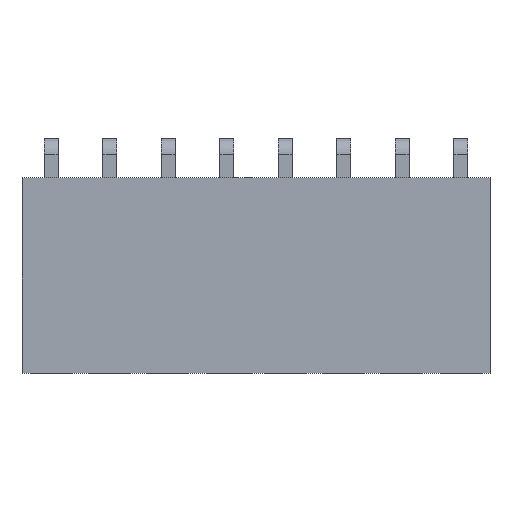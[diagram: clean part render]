
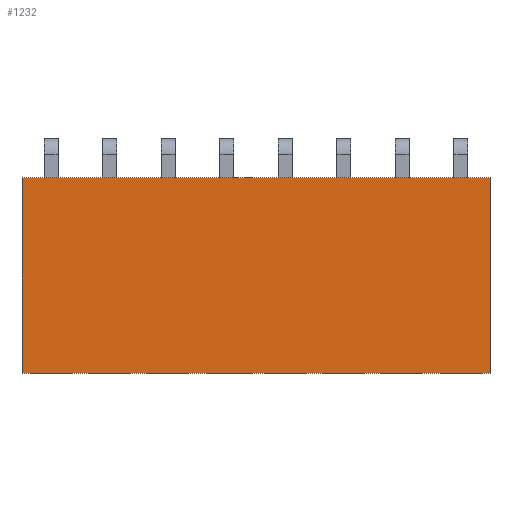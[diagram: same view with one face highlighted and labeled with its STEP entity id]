
A CAD part, top view. The second image highlights one B-rep face of the part: STEP entity #1232.
In plain terms, the highlighted planar face has unit normal (0, 0, 1).
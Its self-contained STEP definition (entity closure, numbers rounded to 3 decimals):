
#1232=ADVANCED_FACE('',(#5268),#5270,.T.);
#5268=FACE_BOUND('',#5269,.T.);
#5269=EDGE_LOOP('',(#8505,#8506,#8507,#8508));
#5270=PLANE('',#5271);
#5271=AXIS2_PLACEMENT_3D('',#5272,#5273,#5274);
#5272=CARTESIAN_POINT('',(1.27,-1.5,2.54));
#5273=DIRECTION('',(0.,0.,1.));
#5274=DIRECTION('',(-1.,0.,0.));
#8505=ORIENTED_EDGE('',*,*,#10657,.T.);
#8506=ORIENTED_EDGE('',*,*,#10779,.F.);
#8507=ORIENTED_EDGE('',*,*,#10664,.F.);
#8508=ORIENTED_EDGE('',*,*,#10812,.T.);
#10657=EDGE_CURVE('',#12229,#12227,#12230,.T.);
#10664=EDGE_CURVE('',#12239,#12241,#12242,.T.);
#10779=EDGE_CURVE('',#12241,#12227,#12435,.T.);
#10812=EDGE_CURVE('',#12239,#12229,#12500,.T.);
#12227=VERTEX_POINT('',#15161);
#12229=VERTEX_POINT('',#15165);
#12230=LINE('',#15166,#15167);
#12239=VERTEX_POINT('',#15187);
#12241=VERTEX_POINT('',#15191);
#12242=LINE('',#15192,#15193);
#12435=LINE('',#15619,#15620);
#12500=LINE('',#15750,#15751);
#15161=CARTESIAN_POINT('',(-1.27,-10.,2.54));
#15165=CARTESIAN_POINT('',(-1.27,-1.5,2.54));
#15166=CARTESIAN_POINT('',(-1.27,-1.5,2.54));
#15167=VECTOR('',#15168,1.);
#15168=DIRECTION('',(0.,-1.,0.));
#15187=CARTESIAN_POINT('',(19.05,-1.5,2.54));
#15191=CARTESIAN_POINT('',(19.05,-10.,2.54));
#15192=CARTESIAN_POINT('',(19.05,-1.5,2.54));
#15193=VECTOR('',#15194,1.);
#15194=DIRECTION('',(0.,-1.,0.));
#15619=CARTESIAN_POINT('',(19.05,-10.,2.54));
#15620=VECTOR('',#15621,1.);
#15621=DIRECTION('',(-1.,0.,0.));
#15750=CARTESIAN_POINT('',(19.05,-1.5,2.54));
#15751=VECTOR('',#15752,1.);
#15752=DIRECTION('',(-1.,0.,0.));
